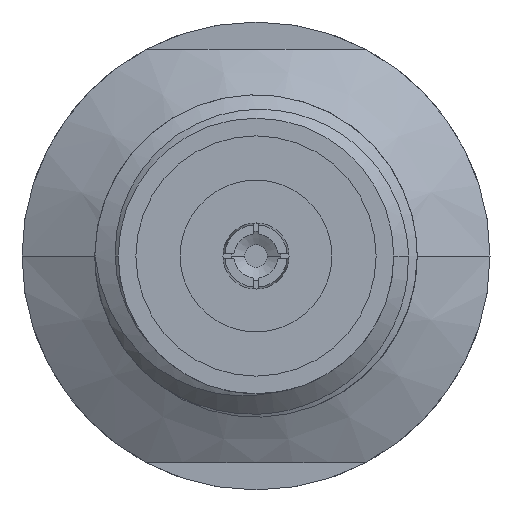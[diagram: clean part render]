
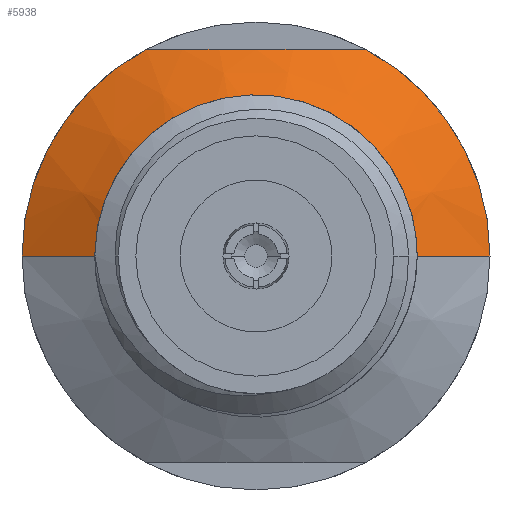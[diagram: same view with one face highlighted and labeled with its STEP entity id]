
A CAD part, left-side view. The second image highlights one B-rep face of the part: STEP entity #5938.
In plain terms, the highlighted conical face has half-angle 60 degrees and reference radius 3.575 mm.
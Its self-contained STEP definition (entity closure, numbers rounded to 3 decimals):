
#388 = CIRCLE ( 'NONE', #2251, 2.65 ) ;
#402 = VERTEX_POINT ( 'NONE', #2707 ) ;
#407 = VERTEX_POINT ( 'NONE', #5408 ) ;
#922 = CIRCLE ( 'NONE', #3459, 4.5 ) ;
#1070 = EDGE_CURVE ( 'NONE', #402, #3659, #1327, .T. ) ;
#1078 = CARTESIAN_POINT ( 'NONE',  ( 7.668, -2.109, 3.975 ) ) ;
#1125 = ORIENTED_EDGE ( 'NONE', *, *, #5642, .F. ) ;
#1304 = LINE ( 'NONE', #5419, #4276 ) ;
#1324 = CARTESIAN_POINT ( 'NONE',  ( 7.668, 4.5, 0. ) ) ;
#1327 = CIRCLE ( 'NONE', #2092, 4.5 ) ;
#1516 = CARTESIAN_POINT ( 'NONE',  ( 7.134, 0., 0. ) ) ;
#1589 = CARTESIAN_POINT ( 'NONE',  ( 7.481, -1.419, 3.975 ) ) ;
#1624 = CARTESIAN_POINT ( 'NONE',  ( 7.366, -0.72, 3.975 ) ) ;
#1735 = ORIENTED_EDGE ( 'NONE', *, *, #1070, .T. ) ;
#1871 = EDGE_CURVE ( 'NONE', #4696, #402, #1977, .T. ) ;
#1935 = VERTEX_POINT ( 'NONE', #3705 ) ;
#1977 = LINE ( 'NONE', #4083, #2741 ) ;
#2075 = CARTESIAN_POINT ( 'NONE',  ( 7.668, 0., 0. ) ) ;
#2092 = AXIS2_PLACEMENT_3D ( 'NONE', #6427, #3739, #5748 ) ;
#2175 = CARTESIAN_POINT ( 'NONE',  ( 7.668, -2.109, 3.975 ) ) ;
#2251 = AXIS2_PLACEMENT_3D ( 'NONE', #4849, #4373, #3862 ) ;
#2351 = EDGE_CURVE ( 'NONE', #1935, #2730, #1304, .T. ) ;
#2707 = CARTESIAN_POINT ( 'NONE',  ( 7.668, -4.5, 0. ) ) ;
#2727 = CARTESIAN_POINT ( 'NONE',  ( 7.668, 2.109, 3.975 ) ) ;
#2730 = VERTEX_POINT ( 'NONE', #1324 ) ;
#2741 = VECTOR ( 'NONE', #3569, 1000. ) ;
#2813 = AXIS2_PLACEMENT_3D ( 'NONE', #1516, #3620, #3796 ) ;
#3335 = DIRECTION ( 'NONE',  ( 0.5, 0.866, 0. ) ) ;
#3459 = AXIS2_PLACEMENT_3D ( 'NONE', #2075, #5131, #4626 ) ;
#3569 = DIRECTION ( 'NONE',  ( 0.5, -0.866, 0. ) ) ;
#3579 = CONICAL_SURFACE ( 'NONE', #2813, 3.575, 1.047 ) ;
#3620 = DIRECTION ( 'NONE',  ( 1., 0., 0. ) ) ;
#3659 = VERTEX_POINT ( 'NONE', #1078 ) ;
#3705 = CARTESIAN_POINT ( 'NONE',  ( 6.6, 2.65, 0. ) ) ;
#3729 = CARTESIAN_POINT ( 'NONE',  ( 7.574, 1.763, 3.975 ) ) ;
#3739 = DIRECTION ( 'NONE',  ( -1., 0., 0. ) ) ;
#3796 = DIRECTION ( 'NONE',  ( 0., -1., 0. ) ) ;
#3862 = DIRECTION ( 'NONE',  ( 0., 1., 0. ) ) ;
#4083 = CARTESIAN_POINT ( 'NONE',  ( 7.134, -3.575, 0. ) ) ;
#4154 = ORIENTED_EDGE ( 'NONE', *, *, #4814, .T. ) ;
#4276 = VECTOR ( 'NONE', #3335, 1000. ) ;
#4373 = DIRECTION ( 'NONE',  ( -1., 0., 0. ) ) ;
#4378 = ORIENTED_EDGE ( 'NONE', *, *, #2351, .F. ) ;
#4622 = ORIENTED_EDGE ( 'NONE', *, *, #5436, .T. ) ;
#4626 = DIRECTION ( 'NONE',  ( 0., 1., 0. ) ) ;
#4696 = VERTEX_POINT ( 'NONE', #5035 ) ;
#4713 = CARTESIAN_POINT ( 'NONE',  ( 7.365, 0.35, 3.975 ) ) ;
#4814 = EDGE_CURVE ( 'NONE', #407, #2730, #922, .T. ) ;
#4849 = CARTESIAN_POINT ( 'NONE',  ( 6.6, 0., 0. ) ) ;
#5035 = CARTESIAN_POINT ( 'NONE',  ( 6.6, -2.65, 0. ) ) ;
#5106 = B_SPLINE_CURVE_WITH_KNOTS ( 'NONE', 3,
 ( #2175, #1589, #1624, #4713, #5839, #5875, #3729, #2727 ),
 .UNSPECIFIED., .F., .F.,
 ( 4, 2, 2, 4 ),
 ( 0., 0.002, 0.003, 0.004 ),
 .UNSPECIFIED. ) ;
#5131 = DIRECTION ( 'NONE',  ( -1., 0., 0. ) ) ;
#5250 = FACE_OUTER_BOUND ( 'NONE', #6250, .T. ) ;
#5408 = CARTESIAN_POINT ( 'NONE',  ( 7.668, 2.109, 3.975 ) ) ;
#5419 = CARTESIAN_POINT ( 'NONE',  ( 7.134, 3.575, 0. ) ) ;
#5436 = EDGE_CURVE ( 'NONE', #3659, #407, #5106, .T. ) ;
#5642 = EDGE_CURVE ( 'NONE', #4696, #1935, #388, .T. ) ;
#5740 = ORIENTED_EDGE ( 'NONE', *, *, #1871, .T. ) ;
#5748 = DIRECTION ( 'NONE',  ( 0., -0.469, -0.883 ) ) ;
#5839 = CARTESIAN_POINT ( 'NONE',  ( 7.393, 0.709, 3.975 ) ) ;
#5875 = CARTESIAN_POINT ( 'NONE',  ( 7.498, 1.415, 3.975 ) ) ;
#5938 = ADVANCED_FACE ( 'NONE', ( #5250 ), #3579, .T. ) ;
#6250 = EDGE_LOOP ( 'NONE', ( #4378, #1125, #5740, #1735, #4622, #4154 ) ) ;
#6427 = CARTESIAN_POINT ( 'NONE',  ( 7.668, 0., 0. ) ) ;
